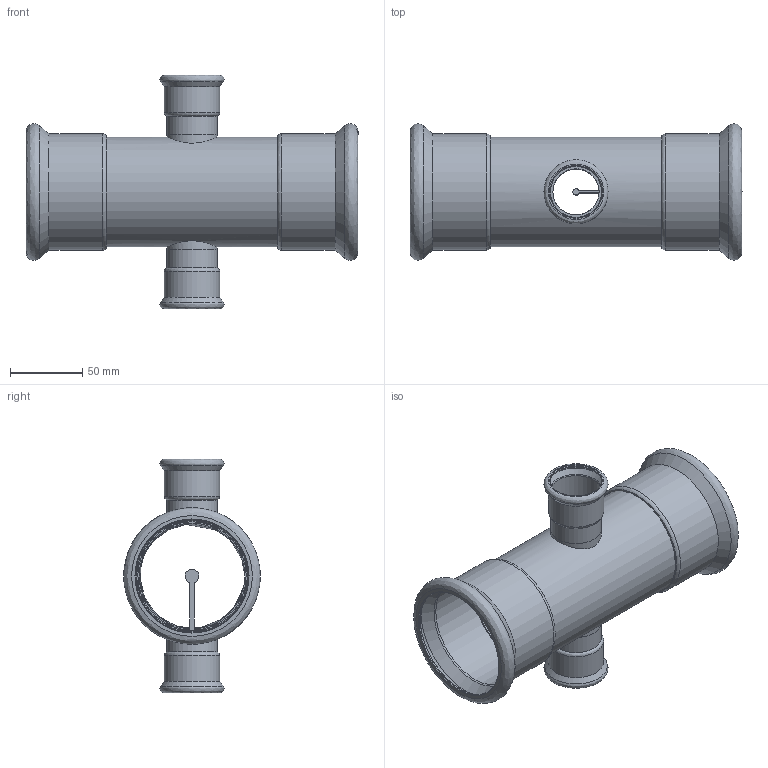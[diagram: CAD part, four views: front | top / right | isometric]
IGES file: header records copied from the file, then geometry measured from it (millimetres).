
Global section: file name: 21128; native system: Autodesk Inventor 2014; preprocessor: unknown; author: seihe2; date: 20150722.134750; units: millimetre
Bounding box: 230 x 94.61 x 162 mm (x, y, z)
Volume: 119426.4 mm3; surface area: 143065.2 mm2
Topology: 5 solids, 5 shells, 92 faces, 244 edges, 172 vertices
Faces by surface type: revolution 43, plane 32, cylinder 13, cone 4
Full cylindrical faces by diameter (mm): 35 x4, 38.4 x2, 76.1 x1, 80.7 x2
